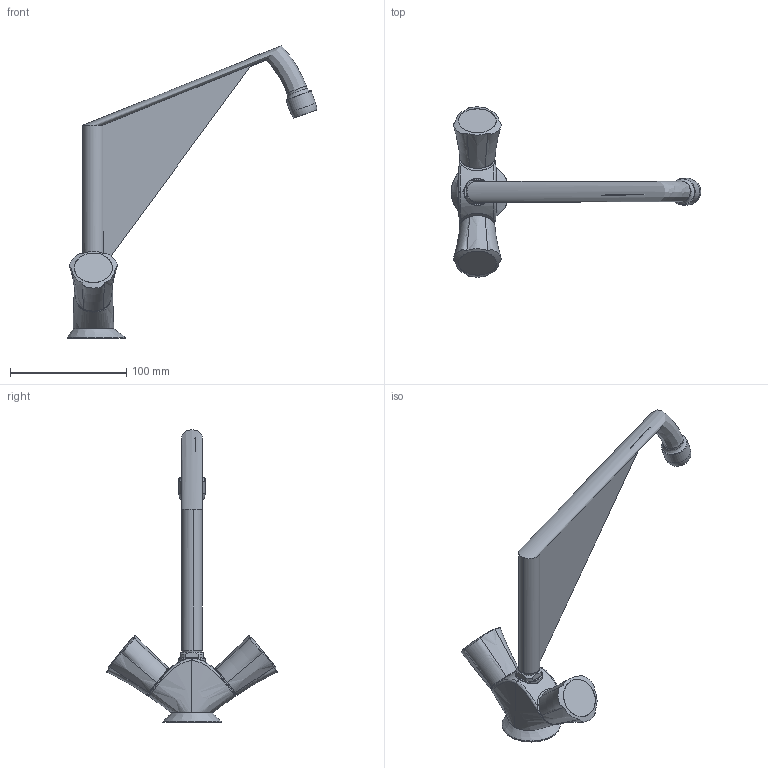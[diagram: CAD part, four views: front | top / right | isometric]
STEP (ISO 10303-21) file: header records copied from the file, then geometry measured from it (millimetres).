
FILE_DESCRIPTION(/* description */ ('Unknown'),/* implementation_level */ '2;1');
FILE_NAME(/* name */ '31831001',/* time_stamp */ '2022-08-29T09:00:00+02:00',/* author */ ('Unknown'),/* organization */ ('GROHE AG'),/* preprocessor_version */ 'ST-DEVELOPER v16.7',/* originating_system */ 'DEX',/* authorisation */ $);
FILE_SCHEMA (('AUTOMOTIVE_DESIGN {1 0 10303 214 3 1 1}'));
Length unit declared in the file: millimetre
Products named in the file (2): 31831001; id11
Assembly tree (1 placements, depth 2):
  31831001
    id11
Bounding box: 214.53 x 146.37 x 251.46 mm (x, y, z)
Volume: 6929.6 mm3; surface area: 38154.8 mm2
Topology: 1 solids, 10 shells, 80 faces, 265 edges, 182 vertices
Faces by surface type: bspline 37, plane 19, cylinder 13, torus 6, cone 5
Full cylindrical faces by diameter (mm): 18 x1, 23 x2, 23.2 x1, 50 x1
Entity records: 8180 total; most frequent: CARTESIAN_POINT 6356, ORIENTED_EDGE 397, EDGE_CURVE 228, DIRECTION 211, VERTEX_POINT 166, B_SPLINE_CURVE_WITH_KNOTS 161, EDGE_LOOP 102, FACE_BOUND 102
